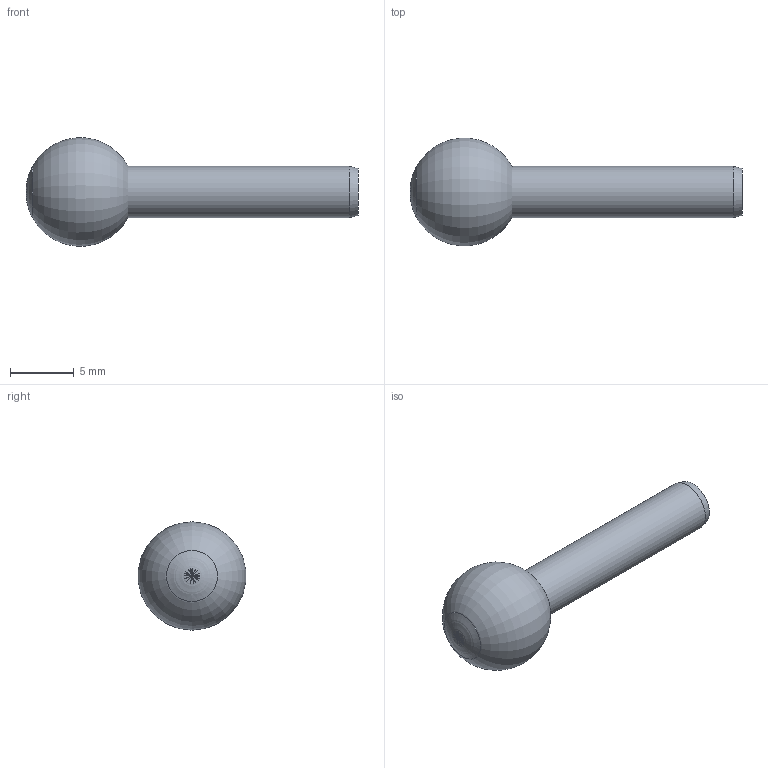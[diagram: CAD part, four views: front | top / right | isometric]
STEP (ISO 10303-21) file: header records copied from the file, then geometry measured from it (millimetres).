
FILE_DESCRIPTION(('STEP AP203'), '1');
FILE_NAME(' Øòèôò 4x26Õèì. Îêñ. ïðì. ÃÎÑÒ 3128-70', '', ('UNSPECIFIED'), ('UNSPECIFIED'), 'ASCON STEP Converter 1.6', 'ASCON Math Kernel', '');
FILE_SCHEMA(('CONFIG_CONTROL_DESIGN'));
Length unit declared in the file: millimetre
Products named in the file (1): 21
Bounding box: 26 x 8.42 x 8.48 mm (x, y, z)
Volume: 1.5 mm3; surface area: 571.5 mm2
Topology: 1 solids, 1 shells, 4 faces, 8 edges, 5 vertices
Faces by surface type: cylinder 1, torus 1, plane 1, cone 1
Full cylindrical faces by diameter (mm): 4 x1
Entity records: 156 total; most frequent: DIRECTION 18, CARTESIAN_POINT 13, AXIS2_PLACEMENT_3D 9, ORIENTED_EDGE 8, EDGE_LOOP 6, COLOUR_RGB 5, FILL_AREA_STYLE_COLOUR 5, FILL_AREA_STYLE 5
